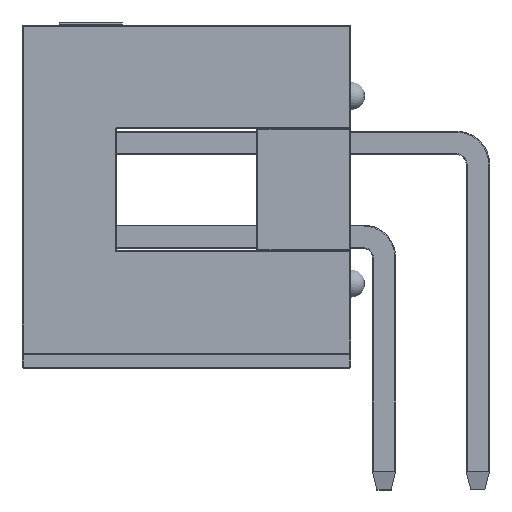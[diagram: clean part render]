
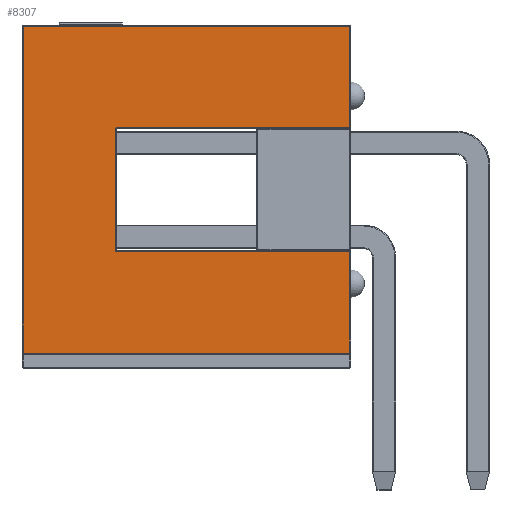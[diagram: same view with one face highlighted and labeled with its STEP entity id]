
A CAD part, front view. The second image highlights one B-rep face of the part: STEP entity #8307.
In plain terms, the highlighted face is planar.
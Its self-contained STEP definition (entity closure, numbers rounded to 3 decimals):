
#467=PLANE('',#9195);
#924=FACE_OUTER_BOUND('',#1439,.T.);
#1439=EDGE_LOOP('',(#6772,#6773,#6774,#6775,#6776,#6777,#6778,#6779,#6780,
#6781));
#1884=CIRCLE('',#9014,0.051);
#1918=CIRCLE('',#9063,0.051);
#2133=LINE('',#13043,#2878);
#2136=LINE('',#13082,#2881);
#2141=LINE('',#13110,#2886);
#2146=LINE('',#13132,#2891);
#2152=LINE('',#13162,#2897);
#2155=LINE('',#13166,#2900);
#2159=LINE('',#13172,#2904);
#2200=LINE('',#13234,#2945);
#2878=VECTOR('',#10453,10.);
#2881=VECTOR('',#10498,10.);
#2886=VECTOR('',#10531,10.);
#2891=VECTOR('',#10558,10.);
#2897=VECTOR('',#10594,10.);
#2900=VECTOR('',#10599,10.);
#2904=VECTOR('',#10607,10.);
#2945=VECTOR('',#10690,10.);
#3771=VERTEX_POINT('',#12805);
#3803=VERTEX_POINT('',#12979);
#3804=VERTEX_POINT('',#12981);
#3825=VERTEX_POINT('',#13038);
#3837=VERTEX_POINT('',#13073);
#3838=VERTEX_POINT('',#13074);
#3849=VERTEX_POINT('',#13105);
#3853=VERTEX_POINT('',#13125);
#3859=VERTEX_POINT('',#13145);
#3863=VERTEX_POINT('',#13153);
#4685=EDGE_CURVE('',#3803,#3804,#1884,.T.);
#4715=EDGE_CURVE('',#3771,#3825,#2133,.T.);
#4729=EDGE_CURVE('',#3837,#3838,#1918,.T.);
#4733=EDGE_CURVE('',#3838,#3803,#2136,.T.);
#4747=EDGE_CURVE('',#3825,#3849,#2141,.T.);
#4758=EDGE_CURVE('',#3853,#3837,#2146,.T.);
#4773=EDGE_CURVE('',#3859,#3863,#2152,.T.);
#4776=EDGE_CURVE('',#3863,#3853,#2155,.T.);
#4780=EDGE_CURVE('',#3849,#3859,#2159,.T.);
#4821=EDGE_CURVE('',#3804,#3771,#2200,.T.);
#6772=ORIENTED_EDGE('',*,*,#4773,.F.);
#6773=ORIENTED_EDGE('',*,*,#4780,.F.);
#6774=ORIENTED_EDGE('',*,*,#4747,.F.);
#6775=ORIENTED_EDGE('',*,*,#4715,.F.);
#6776=ORIENTED_EDGE('',*,*,#4821,.F.);
#6777=ORIENTED_EDGE('',*,*,#4685,.F.);
#6778=ORIENTED_EDGE('',*,*,#4733,.F.);
#6779=ORIENTED_EDGE('',*,*,#4729,.F.);
#6780=ORIENTED_EDGE('',*,*,#4758,.F.);
#6781=ORIENTED_EDGE('',*,*,#4776,.F.);
#8307=ADVANCED_FACE('',(#924),#467,.T.);
#9014=AXIS2_PLACEMENT_3D('',#12982,#10380,#10381);
#9063=AXIS2_PLACEMENT_3D('',#13075,#10488,#10489);
#9195=AXIS2_PLACEMENT_3D('',#13505,#10958,#10959);
#10380=DIRECTION('center_axis',(1.,0.,0.));
#10381=DIRECTION('ref_axis',(0.,-0.707,0.707));
#10453=DIRECTION('',(0.,-1.,0.));
#10488=DIRECTION('center_axis',(1.,0.,0.));
#10489=DIRECTION('ref_axis',(0.,0.707,0.707));
#10498=DIRECTION('',(0.,-1.,0.));
#10531=DIRECTION('',(0.,0.,1.));
#10558=DIRECTION('',(0.,0.,1.));
#10594=DIRECTION('',(0.,0.,-1.));
#10599=DIRECTION('',(0.,-1.,0.));
#10607=DIRECTION('',(0.,1.,0.));
#10690=DIRECTION('',(0.,0.,-1.));
#10958=DIRECTION('center_axis',(1.,0.,0.));
#10959=DIRECTION('ref_axis',(0.,1.,0.));
#12805=CARTESIAN_POINT('',(12.065,-1.676,0.025));
#12979=CARTESIAN_POINT('',(12.065,-1.626,6.375));
#12981=CARTESIAN_POINT('',(12.065,-1.676,6.325));
#12982=CARTESIAN_POINT('Origin',(12.065,-1.626,6.325));
#13038=CARTESIAN_POINT('',(12.065,-4.42,0.025));
#13043=CARTESIAN_POINT('',(12.065,-2.223,0.025));
#13073=CARTESIAN_POINT('',(12.065,1.676,6.325));
#13074=CARTESIAN_POINT('',(12.065,1.626,6.375));
#13075=CARTESIAN_POINT('Origin',(12.065,1.626,6.325));
#13082=CARTESIAN_POINT('',(12.065,-3.048,6.375));
#13105=CARTESIAN_POINT('',(12.065,-4.42,8.865));
#13110=CARTESIAN_POINT('',(12.065,-4.42,0.));
#13125=CARTESIAN_POINT('',(12.065,1.676,0.025));
#13132=CARTESIAN_POINT('',(12.065,1.676,3.175));
#13145=CARTESIAN_POINT('',(12.065,4.42,8.865));
#13153=CARTESIAN_POINT('',(12.065,4.42,0.025));
#13162=CARTESIAN_POINT('',(12.065,4.42,0.));
#13166=CARTESIAN_POINT('',(12.065,-2.223,0.025));
#13172=CARTESIAN_POINT('',(12.065,-2.223,8.865));
#13234=CARTESIAN_POINT('',(12.065,-1.676,0.));
#13505=CARTESIAN_POINT('Origin',(12.065,-4.445,0.));
